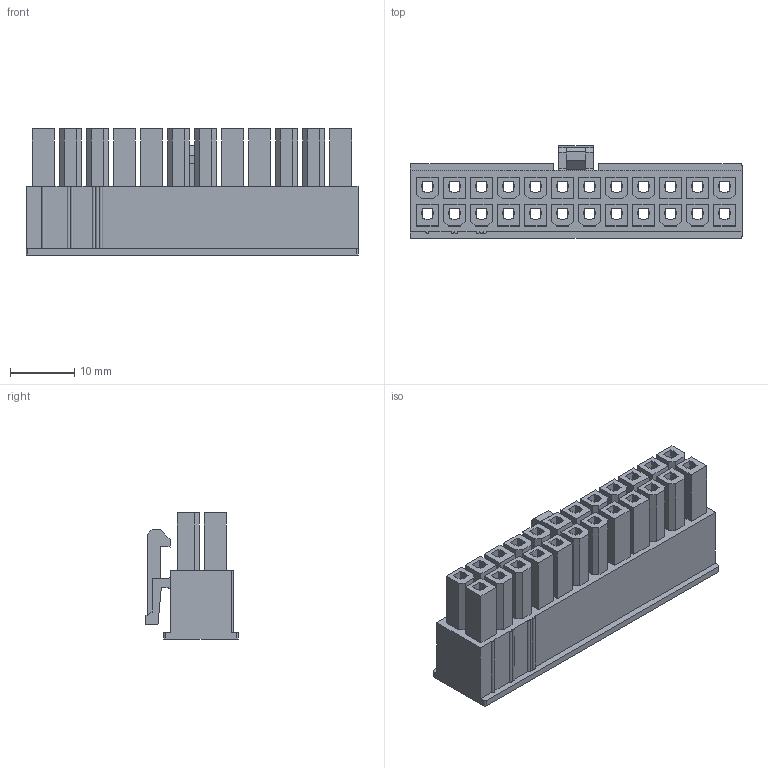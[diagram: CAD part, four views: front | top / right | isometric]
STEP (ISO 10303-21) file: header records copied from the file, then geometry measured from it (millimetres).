
FILE_DESCRIPTION((''),'2;1');
FILE_NAME('039012240','2015-05-15T',('me'),(''),'PRO/ENGINEER BY PARAMETRIC TECHNOLOGY CORPORATION, 2011490','PRO/ENGINEER BY PARAMETRIC TECHNOLOGY CORPORATION, 2011490','');
FILE_SCHEMA(('CONFIG_CONTROL_DESIGN'));
Length unit declared in the file: millimetre
Products named in the file (1): 039012240
Bounding box: 51.6 x 14.4 x 19.6 mm (x, y, z)
Volume: 6580.1 mm3; surface area: 8451.5 mm2
Topology: 1 solids, 1 shells, 925 faces, 2549 edges, 1650 vertices
Faces by surface type: plane 909, cylinder 16
Entity records: 28773 total; most frequent: CARTESIAN_POINT 5125, ORIENTED_EDGE 5098, DIRECTION 4433, EDGE_CURVE 2549, VECTOR 2517, LINE 2517, VERTEX_POINT 1650, EDGE_LOOP 999
